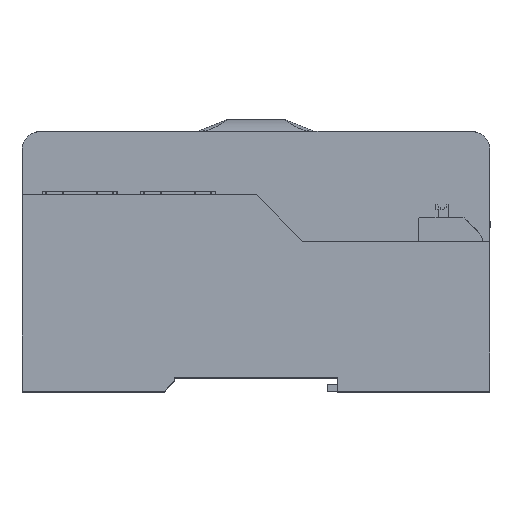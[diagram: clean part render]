
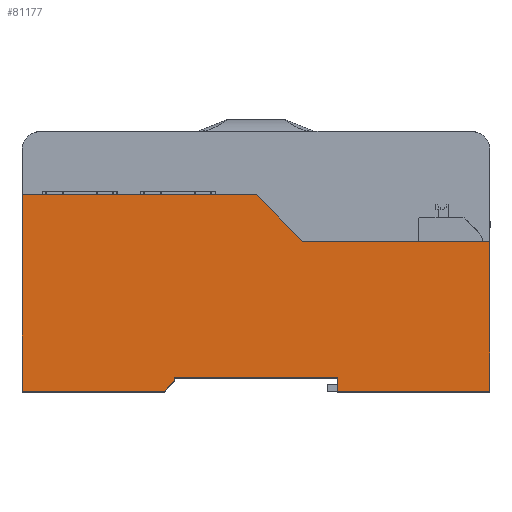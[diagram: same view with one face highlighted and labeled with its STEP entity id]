
A CAD part, top view. The second image highlights one B-rep face of the part: STEP entity #81177.
In plain terms, the highlighted face is planar.
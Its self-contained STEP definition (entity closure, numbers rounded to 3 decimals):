
#1043 = VERTEX_POINT ( 'NONE', #76905 ) ;
#1550 = ORIENTED_EDGE ( 'NONE', *, *, #62590, .T. ) ;
#2078 = VERTEX_POINT ( 'NONE', #38011 ) ;
#2858 = EDGE_CURVE ( 'NONE', #2078, #34082, #66975, .T. ) ;
#2952 = PLANE ( 'NONE',  #36250 ) ;
#3356 = DIRECTION ( 'NONE',  ( 0., 0., -1. ) ) ;
#3797 = FACE_OUTER_BOUND ( 'NONE', #80737, .T. ) ;
#5550 = EDGE_CURVE ( 'NONE', #21262, #12916, #18083, .T. ) ;
#6106 = ORIENTED_EDGE ( 'NONE', *, *, #73540, .F. ) ;
#7010 = VECTOR ( 'NONE', #45595, 1000. ) ;
#8211 = CARTESIAN_POINT ( 'NONE',  ( -54.597, -38.013, 35.383 ) ) ;
#8408 = LINE ( 'NONE', #60585, #7010 ) ;
#8536 = VERTEX_POINT ( 'NONE', #17525 ) ;
#9202 = VECTOR ( 'NONE', #14368, 1000. ) ;
#9387 = DIRECTION ( 'NONE',  ( 1., 0., 0. ) ) ;
#10441 = CARTESIAN_POINT ( 'NONE',  ( -54.597, -8.413, 2.533 ) ) ;
#10463 = VECTOR ( 'NONE', #41280, 1000. ) ;
#12916 = VERTEX_POINT ( 'NONE', #54586 ) ;
#13254 = VECTOR ( 'NONE', #50360, 1000. ) ;
#13790 = VERTEX_POINT ( 'NONE', #21661 ) ;
#14368 = DIRECTION ( 'NONE',  ( 0., -1., 0. ) ) ;
#14671 = LINE ( 'NONE', #60424, #59402 ) ;
#15254 = VERTEX_POINT ( 'NONE', #45379 ) ;
#16065 = DIRECTION ( 'NONE',  ( 0., -1., 0. ) ) ;
#17525 = CARTESIAN_POINT ( 'NONE',  ( -54.597, -15.863, -29.367 ) ) ;
#18036 = LINE ( 'NONE', #37709, #71666 ) ;
#18083 = LINE ( 'NONE', #58290, #70229 ) ;
#21262 = VERTEX_POINT ( 'NONE', #10441 ) ;
#21661 = CARTESIAN_POINT ( 'NONE',  ( -54.597, 18.937, -27.051 ) ) ;
#21891 = DIRECTION ( 'NONE',  ( 0., -0.674, 0.739 ) ) ;
#25551 = EDGE_CURVE ( 'NONE', #8536, #53877, #14671, .T. ) ;
#27070 = DIRECTION ( 'NONE',  ( 0., -1., 0. ) ) ;
#27895 = VECTOR ( 'NONE', #16065, 1000. ) ;
#28983 = DIRECTION ( 'NONE',  ( 0., 1., 0. ) ) ;
#31547 = EDGE_CURVE ( 'NONE', #21262, #80552, #32350, .T. ) ;
#31889 = ORIENTED_EDGE ( 'NONE', *, *, #69122, .T. ) ;
#32350 = LINE ( 'NONE', #77695, #9202 ) ;
#33118 = ORIENTED_EDGE ( 'NONE', *, *, #66279, .T. ) ;
#34082 = VERTEX_POINT ( 'NONE', #40656 ) ;
#34451 = CARTESIAN_POINT ( 'NONE',  ( -54.597, -48.263, -29.367 ) ) ;
#36250 = AXIS2_PLACEMENT_3D ( 'NONE', #41862, #9387, #3356 ) ;
#36281 = EDGE_CURVE ( 'NONE', #1043, #15254, #61094, .T. ) ;
#37361 = ORIENTED_EDGE ( 'NONE', *, *, #31547, .F. ) ;
#37709 = CARTESIAN_POINT ( 'NONE',  ( -54.597, 51.437, 12.533 ) ) ;
#38011 = CARTESIAN_POINT ( 'NONE',  ( -54.597, 51.437, -29.367 ) ) ;
#40508 = ORIENTED_EDGE ( 'NONE', *, *, #5550, .T. ) ;
#40656 = CARTESIAN_POINT ( 'NONE',  ( -54.597, 21.049, -29.367 ) ) ;
#41280 = DIRECTION ( 'NONE',  ( 0., 0., -1. ) ) ;
#41862 = CARTESIAN_POINT ( 'NONE',  ( -54.597, -48.263, 26.033 ) ) ;
#43960 = VECTOR ( 'NONE', #21891, 1000. ) ;
#45337 = VECTOR ( 'NONE', #79745, 1000. ) ;
#45379 = CARTESIAN_POINT ( 'NONE',  ( -54.597, 18.937, -26.367 ) ) ;
#45595 = DIRECTION ( 'NONE',  ( 0., 0., -1. ) ) ;
#46350 = CARTESIAN_POINT ( 'NONE',  ( -54.597, -48.263, 26.033 ) ) ;
#46837 = LINE ( 'NONE', #74644, #10463 ) ;
#50023 = ORIENTED_EDGE ( 'NONE', *, *, #55331, .F. ) ;
#50360 = DIRECTION ( 'NONE',  ( 0., 0., -1. ) ) ;
#52354 = LINE ( 'NONE', #46350, #13254 ) ;
#53877 = VERTEX_POINT ( 'NONE', #77980 ) ;
#54586 = CARTESIAN_POINT ( 'NONE',  ( -54.597, 1.437, 12.533 ) ) ;
#55331 = EDGE_CURVE ( 'NONE', #80552, #53877, #52354, .T. ) ;
#56240 = ORIENTED_EDGE ( 'NONE', *, *, #2858, .T. ) ;
#58290 = CARTESIAN_POINT ( 'NONE',  ( -54.597, -8.413, 2.533 ) ) ;
#59402 = VECTOR ( 'NONE', #27070, 1000. ) ;
#59534 = LINE ( 'NONE', #8211, #43960 ) ;
#60424 = CARTESIAN_POINT ( 'NONE',  ( -54.597, -48.263, -29.367 ) ) ;
#60585 = CARTESIAN_POINT ( 'NONE',  ( -54.597, 51.437, 26.033 ) ) ;
#61094 = LINE ( 'NONE', #74770, #83755 ) ;
#62590 = EDGE_CURVE ( 'NONE', #82676, #2078, #8408, .T. ) ;
#63930 = EDGE_CURVE ( 'NONE', #1043, #8536, #66052, .T. ) ;
#64514 = CARTESIAN_POINT ( 'NONE',  ( -54.597, 51.437, 12.533 ) ) ;
#64675 = CARTESIAN_POINT ( 'NONE',  ( -54.597, -48.263, 2.533 ) ) ;
#65314 = ORIENTED_EDGE ( 'NONE', *, *, #63930, .T. ) ;
#66052 = LINE ( 'NONE', #78051, #45337 ) ;
#66279 = EDGE_CURVE ( 'NONE', #34082, #13790, #59534, .T. ) ;
#66975 = LINE ( 'NONE', #34451, #27895 ) ;
#69122 = EDGE_CURVE ( 'NONE', #12916, #82676, #18036, .T. ) ;
#69409 = DIRECTION ( 'NONE',  ( 0., 1., 0. ) ) ;
#70229 = VECTOR ( 'NONE', #77950, 1000. ) ;
#71666 = VECTOR ( 'NONE', #69409, 1000. ) ;
#73540 = EDGE_CURVE ( 'NONE', #15254, #13790, #46837, .T. ) ;
#74644 = CARTESIAN_POINT ( 'NONE',  ( -54.597, 18.937, -26.367 ) ) ;
#74770 = CARTESIAN_POINT ( 'NONE',  ( -54.597, -15.863, -26.367 ) ) ;
#75203 = ORIENTED_EDGE ( 'NONE', *, *, #36281, .F. ) ;
#76424 = ORIENTED_EDGE ( 'NONE', *, *, #25551, .T. ) ;
#76905 = CARTESIAN_POINT ( 'NONE',  ( -54.597, -15.863, -26.367 ) ) ;
#77695 = CARTESIAN_POINT ( 'NONE',  ( -54.597, -48.263, 2.533 ) ) ;
#77950 = DIRECTION ( 'NONE',  ( 0., 0.702, 0.712 ) ) ;
#77980 = CARTESIAN_POINT ( 'NONE',  ( -54.597, -48.263, -29.367 ) ) ;
#78051 = CARTESIAN_POINT ( 'NONE',  ( -54.597, -15.863, -26.367 ) ) ;
#79745 = DIRECTION ( 'NONE',  ( 0., 0., -1. ) ) ;
#80552 = VERTEX_POINT ( 'NONE', #64675 ) ;
#80737 = EDGE_LOOP ( 'NONE', ( #56240, #33118, #6106, #75203, #65314, #76424, #50023, #37361, #40508, #31889, #1550 ) ) ;
#81177 = ADVANCED_FACE ( 'NONE', ( #3797 ), #2952, .F. ) ;
#82676 = VERTEX_POINT ( 'NONE', #64514 ) ;
#83755 = VECTOR ( 'NONE', #28983, 1000. ) ;
